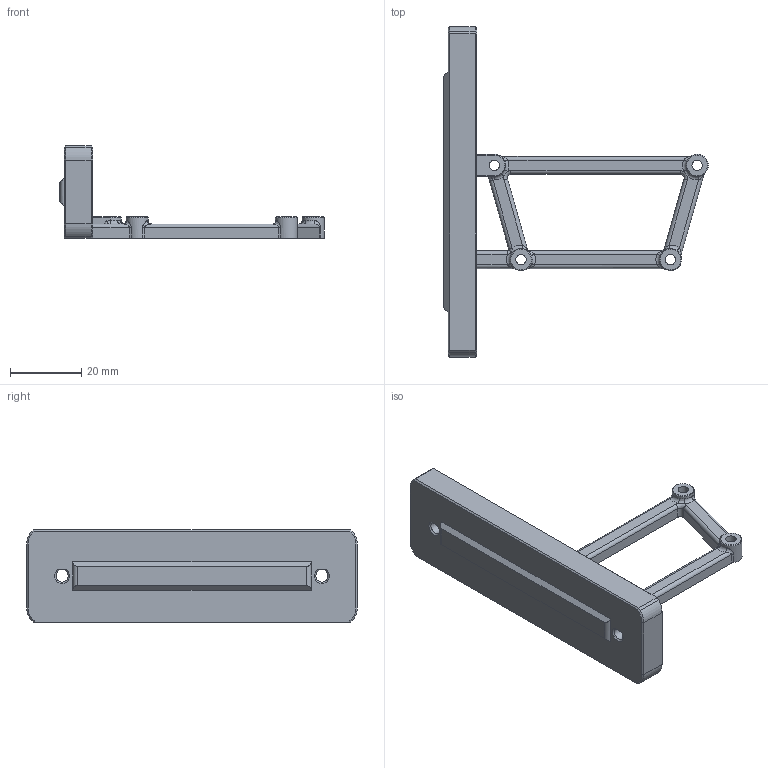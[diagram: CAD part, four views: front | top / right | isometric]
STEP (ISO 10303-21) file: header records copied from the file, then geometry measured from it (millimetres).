
FILE_DESCRIPTION(/* description */ (''),/* implementation_level */ '2;1');
FILE_NAME(/* name */ 'daygreen_mosfet_bracket.step',/* time_stamp */ '2025-10-05T13:20:20-04:00',/* author */ (''),/* organization */ (''),/* preprocessor_version */ 'ST-DEVELOPER v20.1',/* originating_system */ 'Autodesk Translation Framework v14.17.0.0',/* authorisation */ '');
FILE_SCHEMA (('AUTOMOTIVE_DESIGN { 1 0 10303 214 3 1 1 }'));
Length unit declared in the file: millimetre
Products named in the file (1): daygreen_mosfet_bracket
Bounding box: 74.3 x 93 x 26 mm (x, y, z)
Volume: 22841.9 mm3; surface area: 10206.2 mm2
Topology: 1 solids, 1 shells, 409 faces, 1103 edges, 715 vertices
Faces by surface type: plane 231, bspline 106, cylinder 44, cone 16, torus 12
Full cylindrical faces by diameter (mm): 2.9 x4, 6.2 x3
Entity records: 14258 total; most frequent: CARTESIAN_POINT 4576, ORIENTED_EDGE 2206, DIRECTION 1625, EDGE_CURVE 1103, LINE 735, VECTOR 735, VERTEX_POINT 715, AXIS2_PLACEMENT_3D 445
